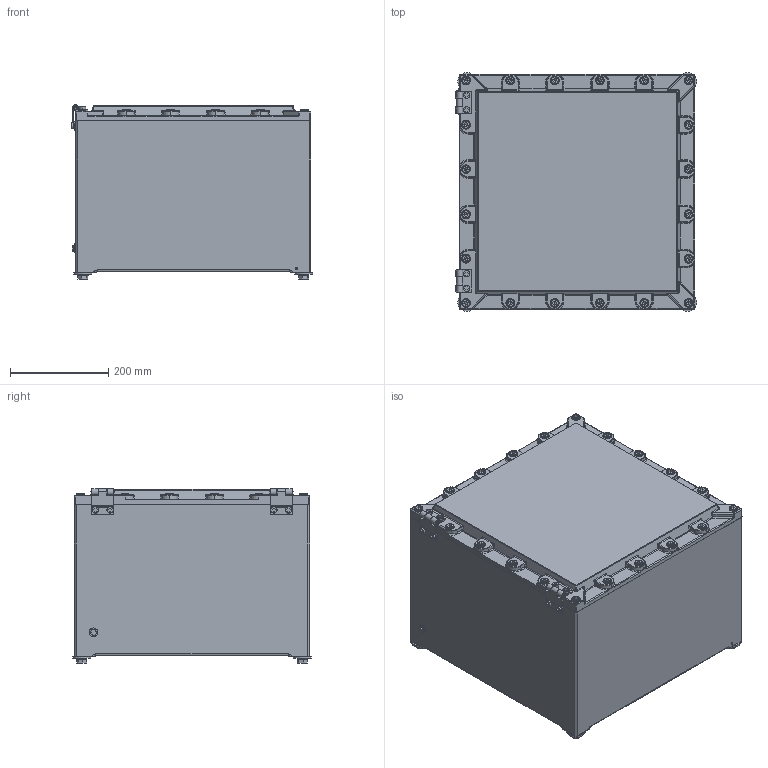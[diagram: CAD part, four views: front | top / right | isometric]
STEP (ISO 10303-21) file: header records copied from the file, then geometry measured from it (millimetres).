
FILE_DESCRIPTION (( 'STEP AP203' ), '1' );
FILE_NAME ('8264-_333-3__0-ap203.STEP', '2012-09-10T06:59:03', ( 'Admin' ), ( 'R. STAHL AG' ), 'SwSTEP 2.0', 'SolidWorks 2012', '' );
FILE_SCHEMA (( 'CONFIG_CONTROL_DESIGN' ));
Length unit declared in the file: millimetre
Products named in the file (17): 8264-_333-3__0-ap203; 502_812_0_Vereinfacht; 506_548_0; 506_886_0; 500_635_0_Vereinfacht; 506_761_0; 506_712_0; 500_663_0_M 8 x 16; 82_640_01_26_0_Teil_3; 82_640_01_26_0_Teil_2; 82_640_01_26_0_Teil_1; 502_606_0_Vereinfacht M10 x 30; 502_077_0; 506_228_0; 82_649_03_55_0_NEC; 82_649_05_05_6_82_629_45_05_3; 82_649_15_04_6_82_649_45_04_3
Assembly tree (60 placements, depth 2):
  8264-_333-3__0-ap203
    82_649_15_04_6_82_649_45_04_3
    82_649_05_05_6_82_629_45_05_3
    82_649_03_55_0_NEC
    506_228_0  x4
    502_077_0  x4
    502_606_0_Vereinfacht M10 x 30  x20
    82_640_01_26_0_Teil_1  x2
    82_640_01_26_0_Teil_2  x2
    82_640_01_26_0_Teil_3  x2
    500_663_0_M 8 x 16  x8
    506_712_0  x4
    506_761_0  x4
    500_635_0_Vereinfacht  x4
    506_886_0
    506_548_0
    502_812_0_Vereinfacht
Bounding box: 492.03 x 486.86 x 355.1 mm (x, y, z)
Volume: 20393632.2 mm3; surface area: 2644437 mm2
Topology: 60 solids, 60 shells, 3175 faces, 7334 edges, 4268 vertices
Faces by surface type: cylinder 1124, plane 940, bspline 437, torus 300, cone 260, sphere 114
Entity records: 84618 total; most frequent: CARTESIAN_POINT 34522, ORIENTED_EDGE 10200, DIRECTION 9695, EDGE_CURVE 5100, AXIS2_PLACEMENT_3D 3821, VERTEX_POINT 3003, EDGE_LOOP 2345, FACE_OUTER_BOUND 2206
